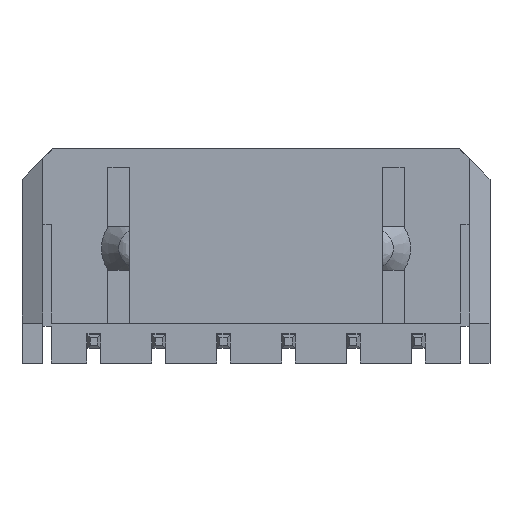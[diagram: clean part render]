
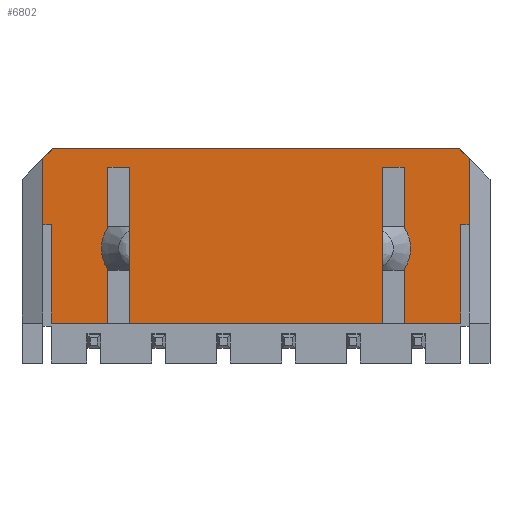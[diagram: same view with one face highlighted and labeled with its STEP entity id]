
A CAD part, front view. The second image highlights one B-rep face of the part: STEP entity #6802.
In plain terms, the highlighted planar face has unit normal (0, -1, 0).
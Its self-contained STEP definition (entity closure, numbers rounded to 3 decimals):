
#1377=DIRECTION('',(0.,0.,-1.));
#1378=VECTOR('',#1377,7.2);
#1379=CARTESIAN_POINT('',(-5.85,-1.93,4.1));
#1380=LINE('',#1379,#1378);
#1381=DIRECTION('',(1.,0.,0.));
#1382=VECTOR('',#1381,1.);
#1383=CARTESIAN_POINT('',(-6.85,-1.93,4.1));
#1384=LINE('',#1383,#1382);
#1385=DIRECTION('',(0.,0.,1.));
#1386=VECTOR('',#1385,7.2);
#1387=CARTESIAN_POINT('',(-6.85,-1.93,-3.1));
#1388=LINE('',#1387,#1386);
#1389=DIRECTION('',(-1.,0.,0.));
#1390=VECTOR('',#1389,2.61);
#1391=CARTESIAN_POINT('',(-6.85,-1.93,-3.1));
#1392=LINE('',#1391,#1390);
#1393=DIRECTION('',(0.,0.,1.));
#1394=VECTOR('',#1393,4.55);
#1395=CARTESIAN_POINT('',(-9.46,-1.93,-3.1));
#1396=LINE('',#1395,#1394);
#1397=DIRECTION('',(-1.,0.,0.));
#1398=VECTOR('',#1397,0.4);
#1399=CARTESIAN_POINT('',(-9.46,-1.93,1.45));
#1400=LINE('',#1399,#1398);
#1401=DIRECTION('',(0.,0.,1.));
#1402=VECTOR('',#1401,3.06);
#1403=CARTESIAN_POINT('',(-9.86,-1.93,1.45));
#1404=LINE('',#1403,#1402);
#1405=DIRECTION('',(-0.707,0.,-0.707));
#1406=VECTOR('',#1405,0.622);
#1407=CARTESIAN_POINT('',(-9.42,-1.93,4.95));
#1408=LINE('',#1407,#1406);
#1409=DIRECTION('',(1.,0.,0.));
#1410=VECTOR('',#1409,18.84);
#1411=CARTESIAN_POINT('',(-9.42,-1.93,4.95));
#1412=LINE('',#1411,#1410);
#1413=DIRECTION('',(-0.707,0.,0.707));
#1414=VECTOR('',#1413,0.622);
#1415=CARTESIAN_POINT('',(9.86,-1.93,4.51));
#1416=LINE('',#1415,#1414);
#1417=DIRECTION('',(0.,0.,-1.));
#1418=VECTOR('',#1417,3.06);
#1419=CARTESIAN_POINT('',(9.86,-1.93,4.51));
#1420=LINE('',#1419,#1418);
#1421=DIRECTION('',(-1.,0.,0.));
#1422=VECTOR('',#1421,0.4);
#1423=CARTESIAN_POINT('',(9.86,-1.93,1.45));
#1424=LINE('',#1423,#1422);
#1425=DIRECTION('',(0.,0.,-1.));
#1426=VECTOR('',#1425,4.55);
#1427=CARTESIAN_POINT('',(9.46,-1.93,1.45));
#1428=LINE('',#1427,#1426);
#1429=DIRECTION('',(-1.,0.,0.));
#1430=VECTOR('',#1429,2.61);
#1431=CARTESIAN_POINT('',(9.46,-1.93,-3.1));
#1432=LINE('',#1431,#1430);
#1433=DIRECTION('',(0.,0.,1.));
#1434=VECTOR('',#1433,7.2);
#1435=CARTESIAN_POINT('',(6.85,-1.93,-3.1));
#1436=LINE('',#1435,#1434);
#1437=DIRECTION('',(-1.,0.,0.));
#1438=VECTOR('',#1437,1.);
#1439=CARTESIAN_POINT('',(6.85,-1.93,4.1));
#1440=LINE('',#1439,#1438);
#1441=DIRECTION('',(0.,0.,1.));
#1442=VECTOR('',#1441,7.2);
#1443=CARTESIAN_POINT('',(5.85,-1.93,-3.1));
#1444=LINE('',#1443,#1442);
#1445=DIRECTION('',(-1.,0.,0.));
#1446=VECTOR('',#1445,11.7);
#1447=CARTESIAN_POINT('',(5.85,-1.93,-3.1));
#1448=LINE('',#1447,#1446);
#4019=CARTESIAN_POINT('',(5.85,-1.93,-3.1));
#4020=CARTESIAN_POINT('',(5.85,-1.93,4.1));
#4021=VERTEX_POINT('',#4019);
#4022=VERTEX_POINT('',#4020);
#4023=CARTESIAN_POINT('',(6.85,-1.93,-3.1));
#4024=CARTESIAN_POINT('',(6.85,-1.93,4.1));
#4025=VERTEX_POINT('',#4023);
#4026=VERTEX_POINT('',#4024);
#4149=CARTESIAN_POINT('',(-9.42,-1.93,4.95));
#4150=CARTESIAN_POINT('',(-9.86,-1.93,4.51));
#4151=VERTEX_POINT('',#4149);
#4152=VERTEX_POINT('',#4150);
#4153=CARTESIAN_POINT('',(9.86,-1.93,4.51));
#4154=CARTESIAN_POINT('',(9.42,-1.93,4.95));
#4155=VERTEX_POINT('',#4153);
#4156=VERTEX_POINT('',#4154);
#4279=CARTESIAN_POINT('',(9.46,-1.93,1.45));
#4280=CARTESIAN_POINT('',(9.46,-1.93,-3.1));
#4281=VERTEX_POINT('',#4279);
#4282=VERTEX_POINT('',#4280);
#4283=CARTESIAN_POINT('',(9.86,-1.93,1.45));
#4284=VERTEX_POINT('',#4283);
#4285=CARTESIAN_POINT('',(-9.46,-1.93,1.45));
#4286=CARTESIAN_POINT('',(-9.86,-1.93,1.45));
#4287=VERTEX_POINT('',#4285);
#4288=VERTEX_POINT('',#4286);
#4289=CARTESIAN_POINT('',(-9.46,-1.93,-3.1));
#4290=VERTEX_POINT('',#4289);
#4635=CARTESIAN_POINT('',(-5.85,-1.93,4.1));
#4636=VERTEX_POINT('',#4635);
#4637=CARTESIAN_POINT('',(-5.85,-1.93,-3.1));
#4638=VERTEX_POINT('',#4637);
#4639=CARTESIAN_POINT('',(-6.85,-1.93,-3.1));
#4640=VERTEX_POINT('',#4639);
#4641=CARTESIAN_POINT('',(-6.85,-1.93,4.1));
#4642=VERTEX_POINT('',#4641);
#6760=CARTESIAN_POINT('',(-10.82,-1.93,4.95));
#6761=DIRECTION('',(0.,-1.,0.));
#6762=DIRECTION('',(0.,0.,-1.));
#6763=AXIS2_PLACEMENT_3D('',#6760,#6761,#6762);
#6764=PLANE('',#6763);
#6766=ORIENTED_EDGE('',*,*,#6765,.F.);
#6768=ORIENTED_EDGE('',*,*,#6767,.F.);
#6770=ORIENTED_EDGE('',*,*,#6769,.F.);
#6772=ORIENTED_EDGE('',*,*,#6771,.T.);
#6774=ORIENTED_EDGE('',*,*,#6773,.T.);
#6776=ORIENTED_EDGE('',*,*,#6775,.T.);
#6778=ORIENTED_EDGE('',*,*,#6777,.T.);
#6780=ORIENTED_EDGE('',*,*,#6779,.F.);
#6782=ORIENTED_EDGE('',*,*,#6781,.T.);
#6784=ORIENTED_EDGE('',*,*,#6783,.F.);
#6785=ORIENTED_EDGE('',*,*,#6751,.T.);
#6787=ORIENTED_EDGE('',*,*,#6786,.T.);
#6789=ORIENTED_EDGE('',*,*,#6788,.T.);
#6791=ORIENTED_EDGE('',*,*,#6790,.T.);
#6793=ORIENTED_EDGE('',*,*,#6792,.T.);
#6795=ORIENTED_EDGE('',*,*,#6794,.T.);
#6797=ORIENTED_EDGE('',*,*,#6796,.F.);
#6799=ORIENTED_EDGE('',*,*,#6798,.T.);
#6800=EDGE_LOOP('',(#6766,#6768,#6770,#6772,#6774,#6776,#6778,#6780,#6782,#6784,
#6785,#6787,#6789,#6791,#6793,#6795,#6797,#6799));
#6801=FACE_OUTER_BOUND('',#6800,.F.);
#6802=ADVANCED_FACE('',(#6801),#6764,.T.);
#6751=EDGE_CURVE('',#4155,#4284,#1420,.T.);
#6765=EDGE_CURVE('',#4636,#4638,#1380,.T.);
#6767=EDGE_CURVE('',#4642,#4636,#1384,.T.);
#6769=EDGE_CURVE('',#4640,#4642,#1388,.T.);
#6771=EDGE_CURVE('',#4640,#4290,#1392,.T.);
#6773=EDGE_CURVE('',#4290,#4287,#1396,.T.);
#6775=EDGE_CURVE('',#4287,#4288,#1400,.T.);
#6777=EDGE_CURVE('',#4288,#4152,#1404,.T.);
#6779=EDGE_CURVE('',#4151,#4152,#1408,.T.);
#6781=EDGE_CURVE('',#4151,#4156,#1412,.T.);
#6783=EDGE_CURVE('',#4155,#4156,#1416,.T.);
#6786=EDGE_CURVE('',#4284,#4281,#1424,.T.);
#6788=EDGE_CURVE('',#4281,#4282,#1428,.T.);
#6790=EDGE_CURVE('',#4282,#4025,#1432,.T.);
#6792=EDGE_CURVE('',#4025,#4026,#1436,.T.);
#6794=EDGE_CURVE('',#4026,#4022,#1440,.T.);
#6796=EDGE_CURVE('',#4021,#4022,#1444,.T.);
#6798=EDGE_CURVE('',#4021,#4638,#1448,.T.);
